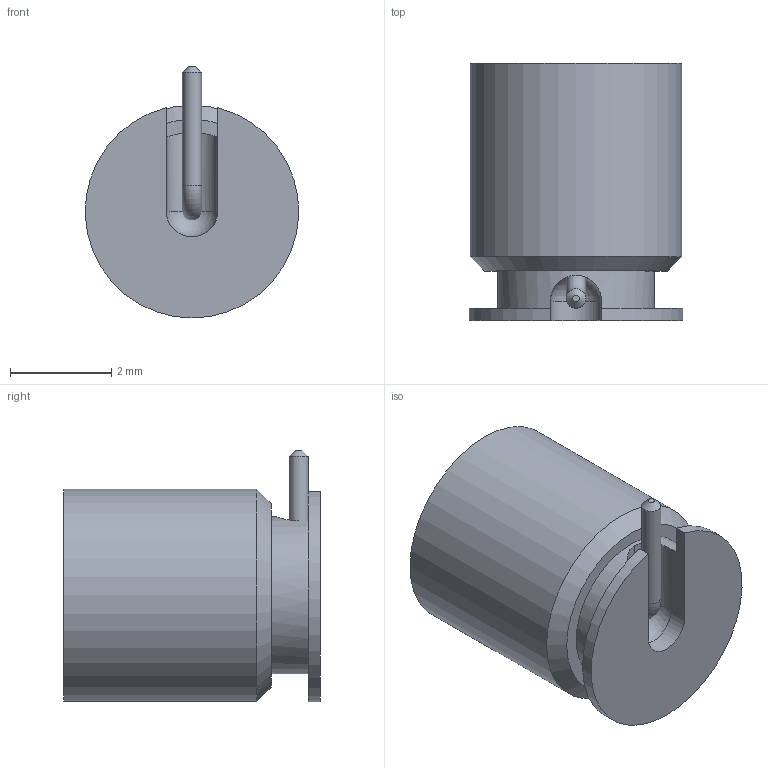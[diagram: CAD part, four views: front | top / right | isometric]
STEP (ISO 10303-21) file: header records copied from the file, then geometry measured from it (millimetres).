
FILE_DESCRIPTION (( 'STEP AP203' ), '1' );
FILE_NAME ('SC5349_3D.step', '2022-12-13T18:44:52', ( '' ), ( '' ), 'SwSTEP 2.0', 'SolidWorks 2021', '' );
FILE_SCHEMA (( 'CONFIG_CONTROL_DESIGN' ));
Length unit declared in the file: inch
Products named in the file (1): SC5349_3D
Bounding box: 4.22 x 5.08 x 4.98 mm (x, y, z)
Volume: 39.8 mm3; surface area: 138 mm2
Topology: 2 solids, 2 shells, 30 faces, 59 edges, 35 vertices
Faces by surface type: cylinder 12, plane 10, cone 6, torus 1, sphere 1
Full cylindrical faces by diameter (mm): 0.381 x2, 1.143 x1, 3.038 x1, 3.103 x1, 3.182 x1, 3.63 x1, 4.189 x1
Entity records: 754 total; most frequent: DIRECTION 127, CARTESIAN_POINT 119, ORIENTED_EDGE 82, AXIS2_PLACEMENT_3D 57, EDGE_LOOP 48, EDGE_CURVE 41, FACE_OUTER_BOUND 39, VERTEX_POINT 33
